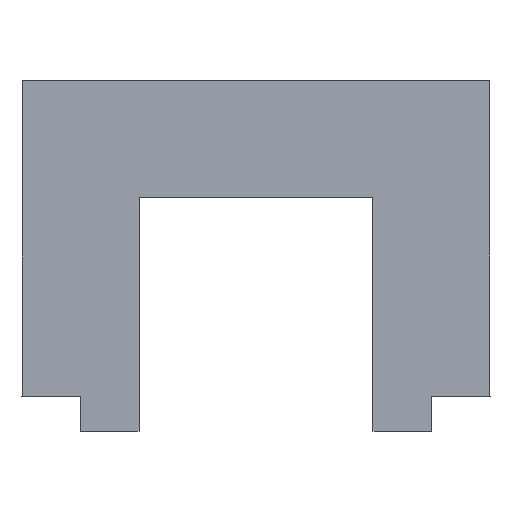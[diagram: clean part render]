
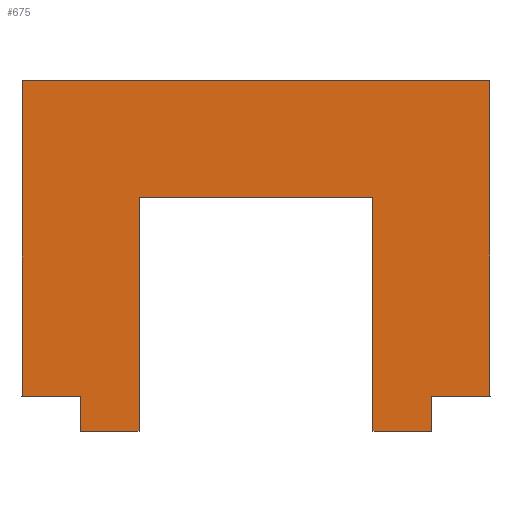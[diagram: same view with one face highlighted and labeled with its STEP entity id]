
A CAD part, front view. The second image highlights one B-rep face of the part: STEP entity #675.
In plain terms, the highlighted planar face has unit normal (0, -1, 0).
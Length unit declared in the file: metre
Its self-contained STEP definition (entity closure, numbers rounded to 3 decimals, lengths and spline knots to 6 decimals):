
#12=LINE('',#1319,#48);
#13=LINE('',#1322,#49);
#14=LINE('',#1324,#50);
#15=LINE('',#1326,#51);
#16=LINE('',#1328,#52);
#17=LINE('',#1330,#53);
#18=LINE('',#1332,#54);
#19=LINE('',#1334,#55);
#20=LINE('',#1336,#56);
#21=LINE('',#1338,#57);
#22=LINE('',#1340,#58);
#23=LINE('',#1342,#59);
#48=VECTOR('',#1154,1.);
#49=VECTOR('',#1155,1.);
#50=VECTOR('',#1156,1.);
#51=VECTOR('',#1157,1.);
#52=VECTOR('',#1158,1.);
#53=VECTOR('',#1159,1.);
#54=VECTOR('',#1160,1.);
#55=VECTOR('',#1161,1.);
#56=VECTOR('',#1162,1.);
#57=VECTOR('',#1163,1.);
#58=VECTOR('',#1164,1.);
#59=VECTOR('',#1165,1.);
#91=PLANE('',#1012);
#157=ORIENTED_EDGE('',*,*,#287,.F.);
#158=ORIENTED_EDGE('',*,*,#288,.F.);
#159=ORIENTED_EDGE('',*,*,#289,.F.);
#160=ORIENTED_EDGE('',*,*,#290,.F.);
#161=ORIENTED_EDGE('',*,*,#291,.F.);
#162=ORIENTED_EDGE('',*,*,#292,.F.);
#163=ORIENTED_EDGE('',*,*,#293,.T.);
#164=ORIENTED_EDGE('',*,*,#294,.F.);
#165=ORIENTED_EDGE('',*,*,#295,.F.);
#166=ORIENTED_EDGE('',*,*,#296,.F.);
#167=ORIENTED_EDGE('',*,*,#297,.F.);
#168=ORIENTED_EDGE('',*,*,#298,.F.);
#287=EDGE_CURVE('',#359,#360,#12,.T.);
#288=EDGE_CURVE('',#361,#359,#13,.T.);
#289=EDGE_CURVE('',#362,#361,#14,.T.);
#290=EDGE_CURVE('',#363,#362,#15,.T.);
#291=EDGE_CURVE('',#364,#363,#16,.T.);
#292=EDGE_CURVE('',#365,#364,#17,.T.);
#293=EDGE_CURVE('',#365,#366,#18,.T.);
#294=EDGE_CURVE('',#367,#366,#19,.T.);
#295=EDGE_CURVE('',#368,#367,#20,.T.);
#296=EDGE_CURVE('',#369,#368,#21,.T.);
#297=EDGE_CURVE('',#370,#369,#22,.T.);
#298=EDGE_CURVE('',#360,#370,#23,.T.);
#359=VERTEX_POINT('',#1320);
#360=VERTEX_POINT('',#1321);
#361=VERTEX_POINT('',#1323);
#362=VERTEX_POINT('',#1325);
#363=VERTEX_POINT('',#1327);
#364=VERTEX_POINT('',#1329);
#365=VERTEX_POINT('',#1331);
#366=VERTEX_POINT('',#1333);
#367=VERTEX_POINT('',#1335);
#368=VERTEX_POINT('',#1337);
#369=VERTEX_POINT('',#1339);
#370=VERTEX_POINT('',#1341);
#469=EDGE_LOOP('',(#157,#158,#159,#160,#161,#162,#163,#164,#165,#166,#167,
#168));
#555=FACE_BOUND('',#469,.T.);
#675=ADVANCED_FACE('',(#555),#91,.F.);
#1012=AXIS2_PLACEMENT_3D('',#1318,#1152,#1153);
#1152=DIRECTION('',(0.,1.,0.));
#1153=DIRECTION('',(0.,0.,1.));
#1154=DIRECTION('',(0.,0.,1.));
#1155=DIRECTION('',(-1.,0.,0.));
#1156=DIRECTION('',(0.,0.,-1.));
#1157=DIRECTION('',(-1.,0.,0.));
#1158=DIRECTION('',(0.,0.,1.));
#1159=DIRECTION('',(-1.,0.,0.));
#1160=DIRECTION('',(0.,0.,1.));
#1161=DIRECTION('',(-1.,0.,0.));
#1162=DIRECTION('',(0.,0.,-1.));
#1163=DIRECTION('',(1.,0.,0.));
#1164=DIRECTION('',(0.,0.,1.));
#1165=DIRECTION('',(-1.,0.,0.));
#1318=CARTESIAN_POINT('',(0.,-0.05,0.006111));
#1319=CARTESIAN_POINT('',(-0.015,-0.05,-0.01));
#1320=CARTESIAN_POINT('',(-0.015,-0.05,-0.01));
#1321=CARTESIAN_POINT('',(-0.015,-0.05,-0.007));
#1322=CARTESIAN_POINT('',(-0.01,-0.05,-0.01));
#1323=CARTESIAN_POINT('',(-0.01,-0.05,-0.01));
#1324=CARTESIAN_POINT('',(-0.01,-0.05,0.01));
#1325=CARTESIAN_POINT('',(-0.01,-0.05,0.01));
#1326=CARTESIAN_POINT('',(0.01,-0.05,0.01));
#1327=CARTESIAN_POINT('',(0.01,-0.05,0.01));
#1328=CARTESIAN_POINT('',(0.01,-0.05,-0.01));
#1329=CARTESIAN_POINT('',(0.01,-0.05,-0.01));
#1330=CARTESIAN_POINT('',(0.02,-0.05,-0.01));
#1331=CARTESIAN_POINT('',(0.015,-0.05,-0.01));
#1332=CARTESIAN_POINT('',(0.015,-0.05,-0.01));
#1333=CARTESIAN_POINT('',(0.015,-0.05,-0.007));
#1334=CARTESIAN_POINT('',(0.02,-0.05,-0.007));
#1335=CARTESIAN_POINT('',(0.02,-0.05,-0.007));
#1336=CARTESIAN_POINT('',(0.02,-0.05,0.02));
#1337=CARTESIAN_POINT('',(0.02,-0.05,0.02));
#1338=CARTESIAN_POINT('',(-0.02,-0.05,0.02));
#1339=CARTESIAN_POINT('',(-0.02,-0.05,0.02));
#1340=CARTESIAN_POINT('',(-0.02,-0.05,-0.01));
#1341=CARTESIAN_POINT('',(-0.02,-0.05,-0.007));
#1342=CARTESIAN_POINT('',(-0.015,-0.05,-0.007));
